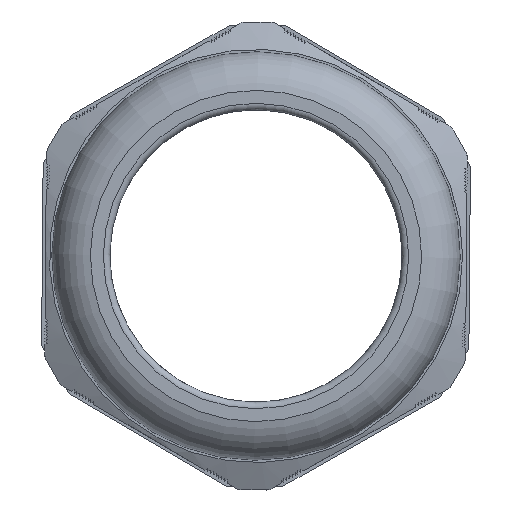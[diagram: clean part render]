
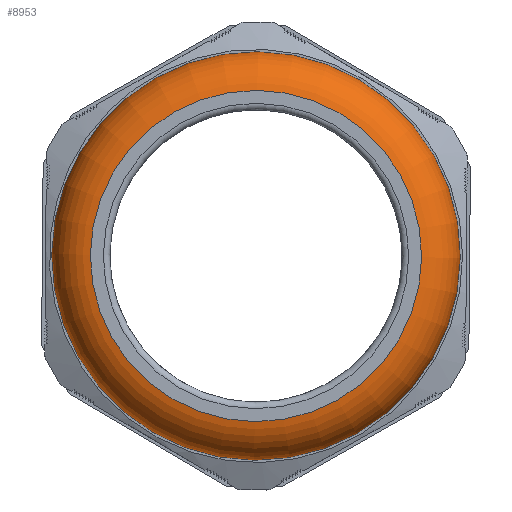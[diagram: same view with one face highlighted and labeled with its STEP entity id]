
A CAD part, left-side view. The second image highlights one B-rep face of the part: STEP entity #8953.
In plain terms, the highlighted toroidal (fillet/blend) face has major radius 24.514 mm and minor radius 7.041 mm.
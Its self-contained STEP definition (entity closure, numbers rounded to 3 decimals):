
#2272=FACE_BOUND('',#3043,.T.);
#2552=FACE_OUTER_BOUND('',#3042,.T.);
#3042=EDGE_LOOP('',(#7083));
#3043=EDGE_LOOP('',(#7084));
#3326=CIRCLE('',#9214,25.58);
#3345=CIRCLE('',#9470,31.555);
#3593=VERTEX_POINT('',#12172);
#4064=VERTEX_POINT('',#19525);
#4524=EDGE_CURVE('',#3593,#3593,#3326,.T.);
#5228=EDGE_CURVE('',#4064,#4064,#3345,.T.);
#7083=ORIENTED_EDGE('',*,*,#5228,.F.);
#7084=ORIENTED_EDGE('',*,*,#4524,.T.);
#8659=TOROIDAL_SURFACE('',#9469,24.514,7.041);
#8953=ADVANCED_FACE('',(#2552,#2272),#8659,.T.);
#9214=AXIS2_PLACEMENT_3D('',#12173,#9978,#9979);
#9469=AXIS2_PLACEMENT_3D('',#19524,#10935,#10936);
#9470=AXIS2_PLACEMENT_3D('',#19526,#10937,#10938);
#9978=DIRECTION('center_axis',(1.,0.,0.));
#9979=DIRECTION('ref_axis',(0.,0.,-1.));
#10935=DIRECTION('center_axis',(1.,0.,0.));
#10936=DIRECTION('ref_axis',(0.,0.,-1.));
#10937=DIRECTION('center_axis',(1.,0.,0.));
#10938=DIRECTION('ref_axis',(0.,0.,-1.));
#12172=CARTESIAN_POINT('',(-33.47,25.58,0.));
#12173=CARTESIAN_POINT('Origin',(-33.47,0.,0.));
#19524=CARTESIAN_POINT('Origin',(-26.51,0.,0.));
#19525=CARTESIAN_POINT('',(-26.51,31.555,0.));
#19526=CARTESIAN_POINT('Origin',(-26.51,0.,0.));
